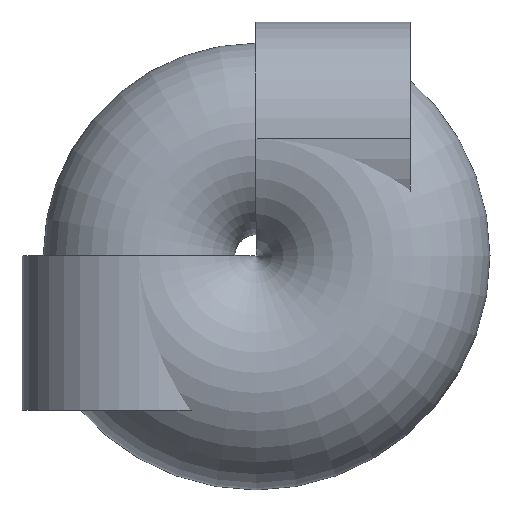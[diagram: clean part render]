
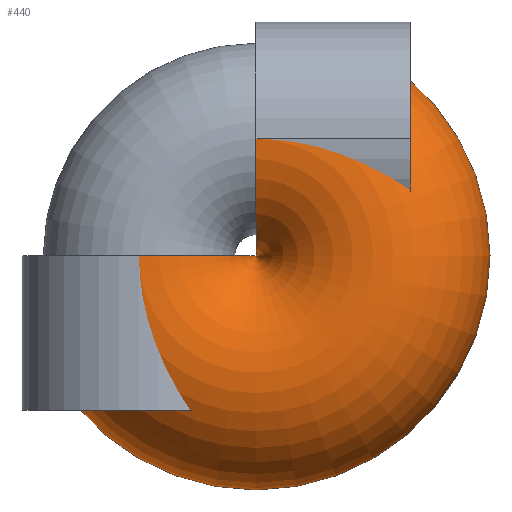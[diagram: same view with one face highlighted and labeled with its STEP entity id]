
A CAD part, top view. The second image highlights one B-rep face of the part: STEP entity #440.
In plain terms, the highlighted toroidal (fillet/blend) face has major radius 225 mm and minor radius 225 mm.
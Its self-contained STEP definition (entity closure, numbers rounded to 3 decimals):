
#3 = ORIENTED_EDGE ( 'NONE', *, *, #30, .F. ) ;
#16 = ORIENTED_EDGE ( 'NONE', *, *, #68, .F. ) ;
#30 = EDGE_CURVE ( 'NONE', #416, #170, #178, .T. ) ;
#32 = CIRCLE ( 'NONE', #263, 225. ) ;
#39 = DIRECTION ( 'NONE',  ( 0., 1., 0. ) ) ;
#52 = AXIS2_PLACEMENT_3D ( 'NONE', #289, #435, #115 ) ;
#61 = AXIS2_PLACEMENT_3D ( 'NONE', #179, #73, #189 ) ;
#68 = EDGE_CURVE ( 'NONE', #116, #416, #426, .T. ) ;
#69 = FACE_OUTER_BOUND ( 'NONE', #135, .T. ) ;
#73 = DIRECTION ( 'NONE',  ( 0., 0., -1. ) ) ;
#84 = CARTESIAN_POINT ( 'NONE',  ( 225., 522., 0. ) ) ;
#100 = CARTESIAN_POINT ( 'NONE',  ( 225., 297., 0. ) ) ;
#115 = DIRECTION ( 'NONE',  ( 0., 0., 1. ) ) ;
#116 = VERTEX_POINT ( 'NONE', #306 ) ;
#135 = EDGE_LOOP ( 'NONE', ( #3, #297, #141, #16, #303 ) ) ;
#138 = CIRCLE ( 'NONE', #354, 225. ) ;
#140 = VERTEX_POINT ( 'NONE', #268 ) ;
#141 = ORIENTED_EDGE ( 'NONE', *, *, #341, .T. ) ;
#146 = CARTESIAN_POINT ( 'NONE',  ( 0., 297., 0. ) ) ;
#163 = CARTESIAN_POINT ( 'NONE',  ( 225., 522., -225. ) ) ;
#170 = VERTEX_POINT ( 'NONE', #163 ) ;
#178 = CIRCLE ( 'NONE', #52, 225. ) ;
#179 = CARTESIAN_POINT ( 'NONE',  ( 225., 297., 0. ) ) ;
#187 = AXIS2_PLACEMENT_3D ( 'NONE', #84, #443, #228 ) ;
#189 = DIRECTION ( 'NONE',  ( -1., 0., 0. ) ) ;
#190 = DIRECTION ( 'NONE',  ( 0., 0., 1. ) ) ;
#222 = CARTESIAN_POINT ( 'NONE',  ( 225., 522., 0. ) ) ;
#223 = AXIS2_PLACEMENT_3D ( 'NONE', #222, #370, #190 ) ;
#228 = DIRECTION ( 'NONE',  ( 0., 0., 1. ) ) ;
#235 = EDGE_CURVE ( 'NONE', #170, #116, #323, .T. ) ;
#246 = CARTESIAN_POINT ( 'NONE',  ( 0., 297., 0. ) ) ;
#263 = AXIS2_PLACEMENT_3D ( 'NONE', #146, #39, #441 ) ;
#268 = CARTESIAN_POINT ( 'NONE',  ( -225., 297., 0. ) ) ;
#283 = DIRECTION ( 'NONE',  ( 0., 1., 0. ) ) ;
#289 = CARTESIAN_POINT ( 'NONE',  ( 225., 522., 0. ) ) ;
#290 = TOROIDAL_SURFACE ( 'NONE', #61, 225., 225. ) ;
#297 = ORIENTED_EDGE ( 'NONE', *, *, #419, .T. ) ;
#303 = ORIENTED_EDGE ( 'NONE', *, *, #235, .F. ) ;
#306 = CARTESIAN_POINT ( 'NONE',  ( 225., 522., 225. ) ) ;
#323 = CIRCLE ( 'NONE', #187, 225. ) ;
#341 = EDGE_CURVE ( 'NONE', #140, #416, #138, .T. ) ;
#353 = DIRECTION ( 'NONE',  ( 0., 0., 1. ) ) ;
#354 = AXIS2_PLACEMENT_3D ( 'NONE', #246, #283, #353 ) ;
#370 = DIRECTION ( 'NONE',  ( 1., 0., 0. ) ) ;
#416 = VERTEX_POINT ( 'NONE', #100 ) ;
#419 = EDGE_CURVE ( 'NONE', #416, #140, #32, .T. ) ;
#426 = CIRCLE ( 'NONE', #223, 225. ) ;
#435 = DIRECTION ( 'NONE',  ( 1., 0., 0. ) ) ;
#440 = ADVANCED_FACE ( 'NONE', ( #69 ), #290, .T. ) ;
#441 = DIRECTION ( 'NONE',  ( 0., 0., 1. ) ) ;
#443 = DIRECTION ( 'NONE',  ( 1., 0., 0. ) ) ;
